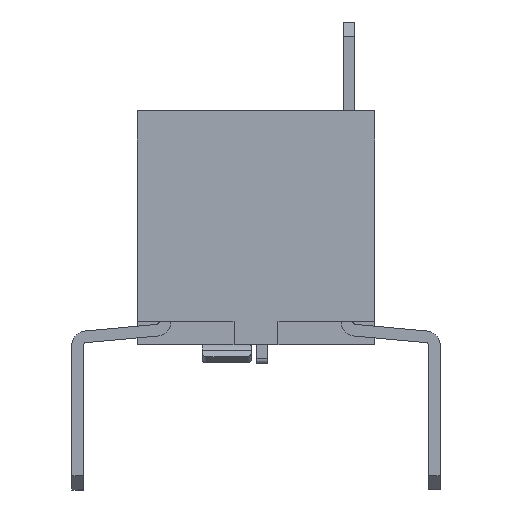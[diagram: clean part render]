
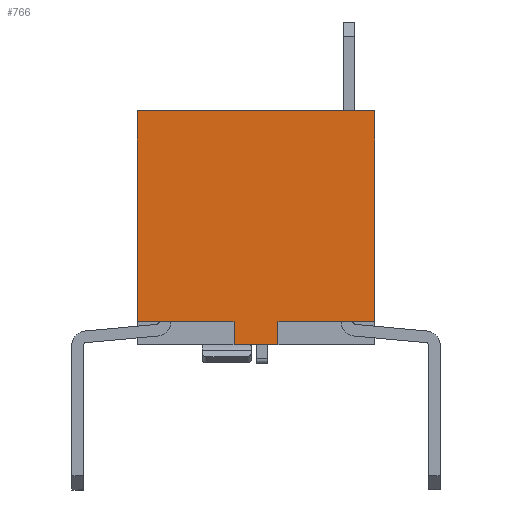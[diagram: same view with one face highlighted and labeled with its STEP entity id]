
A CAD part, left-side view. The second image highlights one B-rep face of the part: STEP entity #766.
In plain terms, the highlighted planar face has unit normal (-1, 0, 0).
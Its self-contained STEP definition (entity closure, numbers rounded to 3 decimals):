
#766 = ADVANCED_FACE( '', ( #2064 ), #2065, .F. );
#2064 = FACE_OUTER_BOUND( '', #3880, .T. );
#2065 = PLANE( '', #3881 );
#3880 = EDGE_LOOP( '', ( #6394, #6395, #6396, #6397, #6398, #6399, #6400, #6401 ) );
#3881 = AXIS2_PLACEMENT_3D( '', #6402, #6403, #6404 );
#6394 = ORIENTED_EDGE( '', *, *, #11293, .F. );
#6395 = ORIENTED_EDGE( '', *, *, #11294, .T. );
#6396 = ORIENTED_EDGE( '', *, *, #11295, .T. );
#6397 = ORIENTED_EDGE( '', *, *, #11086, .F. );
#6398 = ORIENTED_EDGE( '', *, *, #10969, .F. );
#6399 = ORIENTED_EDGE( '', *, *, #11296, .F. );
#6400 = ORIENTED_EDGE( '', *, *, #11297, .T. );
#6401 = ORIENTED_EDGE( '', *, *, #11211, .T. );
#6402 = CARTESIAN_POINT( '', ( -21.89, 0., 0. ) );
#6403 = DIRECTION( '', ( 1., 0., 0. ) );
#6404 = DIRECTION( '', ( 0., 0., -1. ) );
#10969 = EDGE_CURVE( '', #13304, #13305, #13306, .T. );
#11086 = EDGE_CURVE( '', #13305, #13507, #13508, .T. );
#11211 = EDGE_CURVE( '', #13727, #13725, #13728, .T. );
#11293 = EDGE_CURVE( '', #13853, #13725, #13854, .T. );
#11294 = EDGE_CURVE( '', #13853, #13855, #13856, .T. );
#11295 = EDGE_CURVE( '', #13855, #13507, #13857, .T. );
#11296 = EDGE_CURVE( '', #13858, #13304, #13859, .T. );
#11297 = EDGE_CURVE( '', #13858, #13727, #13860, .T. );
#13304 = VERTEX_POINT( '', #16590 );
#13305 = VERTEX_POINT( '', #16591 );
#13306 = LINE( '', #16592, #16593 );
#13507 = VERTEX_POINT( '', #16884 );
#13508 = LINE( '', #16885, #16886 );
#13725 = VERTEX_POINT( '', #17208 );
#13727 = VERTEX_POINT( '', #17211 );
#13728 = LINE( '', #17212, #17213 );
#13853 = VERTEX_POINT( '', #17396 );
#13854 = LINE( '', #17397, #17398 );
#13855 = VERTEX_POINT( '', #17399 );
#13856 = LINE( '', #17400, #17401 );
#13857 = LINE( '', #17402, #17403 );
#13858 = VERTEX_POINT( '', #17404 );
#13859 = LINE( '', #17405, #17406 );
#13860 = LINE( '', #17407, #17408 );
#16590 = CARTESIAN_POINT( '', ( -21.89, 2.54, 2.5 ) );
#16591 = CARTESIAN_POINT( '', ( -21.89, -2.54, 2.5 ) );
#16592 = CARTESIAN_POINT( '', ( -21.89, 2.54, 2.5 ) );
#16593 = VECTOR( '', #20506, 1000. );
#16884 = CARTESIAN_POINT( '', ( -21.89, -2.54, -2. ) );
#16885 = CARTESIAN_POINT( '', ( -21.89, -2.54, 2.5 ) );
#16886 = VECTOR( '', #20609, 1000. );
#17208 = CARTESIAN_POINT( '', ( -21.89, 0.47, -2.5 ) );
#17211 = CARTESIAN_POINT( '', ( -21.89, 0.47, -2. ) );
#17212 = CARTESIAN_POINT( '', ( -21.89, 0.47, 0. ) );
#17213 = VECTOR( '', #20728, 1000. );
#17396 = CARTESIAN_POINT( '', ( -21.89, -0.47, -2.5 ) );
#17397 = CARTESIAN_POINT( '', ( -21.89, -2.54, -2.5 ) );
#17398 = VECTOR( '', #20802, 1000. );
#17399 = CARTESIAN_POINT( '', ( -21.89, -0.47, -2. ) );
#17400 = CARTESIAN_POINT( '', ( -21.89, -0.47, 0. ) );
#17401 = VECTOR( '', #20803, 1000. );
#17402 = CARTESIAN_POINT( '', ( -21.89, 0., -2. ) );
#17403 = VECTOR( '', #20804, 1000. );
#17404 = CARTESIAN_POINT( '', ( -21.89, 2.54, -2. ) );
#17405 = CARTESIAN_POINT( '', ( -21.89, 2.54, -2.5 ) );
#17406 = VECTOR( '', #20805, 1000. );
#17407 = CARTESIAN_POINT( '', ( -21.89, 0., -2. ) );
#17408 = VECTOR( '', #20806, 1000. );
#20506 = DIRECTION( '', ( 0., -1., 0. ) );
#20609 = DIRECTION( '', ( 0., 0., -1. ) );
#20728 = DIRECTION( '', ( 0., 0., -1. ) );
#20802 = DIRECTION( '', ( 0., 1., 0. ) );
#20803 = DIRECTION( '', ( 0., 0., 1. ) );
#20804 = DIRECTION( '', ( 0., -1., 0. ) );
#20805 = DIRECTION( '', ( 0., 0., 1. ) );
#20806 = DIRECTION( '', ( 0., -1., 0. ) );
